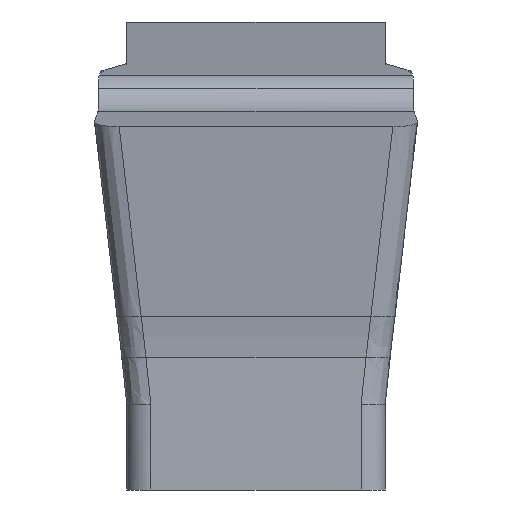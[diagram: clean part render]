
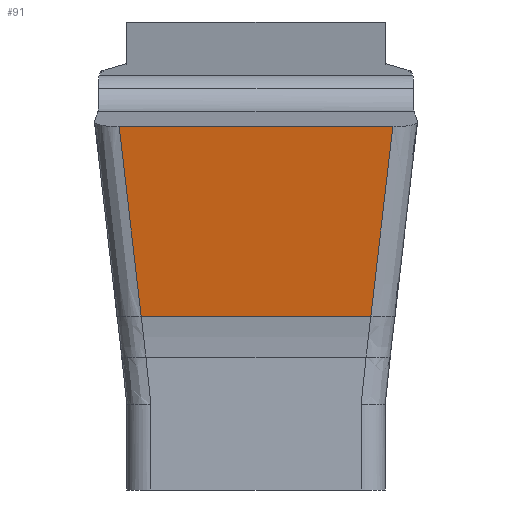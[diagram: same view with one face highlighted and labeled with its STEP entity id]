
A CAD part, front view. The second image highlights one B-rep face of the part: STEP entity #91.
In plain terms, the highlighted planar face has unit normal (0, -0.993, -0.122).
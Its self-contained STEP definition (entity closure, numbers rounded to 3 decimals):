
#91=ADVANCED_FACE('SIDE_FP_AN_SU1',(#157),#129,.T.);
#129=PLANE('',#897);
#157=FACE_OUTER_BOUND('',#203,.T.);
#203=EDGE_LOOP('',(#345,#346,#347,#348));
#345=ORIENTED_EDGE('',*,*,#640,.T.);
#346=ORIENTED_EDGE('',*,*,#645,.T.);
#347=ORIENTED_EDGE('',*,*,#642,.T.);
#348=ORIENTED_EDGE('',*,*,#646,.F.);
#541=VERTEX_POINT('',#1709);
#542=VERTEX_POINT('',#1714);
#543=VERTEX_POINT('',#1750);
#544=VERTEX_POINT('',#1751);
#640=EDGE_CURVE('',#542,#541,#844,.T.);
#642=EDGE_CURVE('',#543,#544,#846,.T.);
#645=EDGE_CURVE('',#541,#543,#717,.T.);
#646=EDGE_CURVE('',#542,#544,#718,.T.);
#717=LINE('',#1799,#769);
#718=LINE('',#1800,#770);
#769=VECTOR('',#981,1.);
#770=VECTOR('',#982,1.);
#844=B_SPLINE_CURVE_WITH_KNOTS('',3,(#1710,#1711,#1712,#1713),
 .UNSPECIFIED.,.F.,.F.,(4,4),(0.,1.),.UNSPECIFIED.);
#846=B_SPLINE_CURVE_WITH_KNOTS('',3,(#1746,#1747,#1748,#1749),
 .UNSPECIFIED.,.F.,.F.,(4,4),(0.,1.),.UNSPECIFIED.);
#897=AXIS2_PLACEMENT_3D('',#1801,#983,#984);
#981=DIRECTION('',(-1.,0.,0.));
#982=DIRECTION('',(-1.,0.,0.));
#983=DIRECTION('',(0.,-0.993,-0.122));
#984=DIRECTION('',(-1.,0.,0.));
#1709=CARTESIAN_POINT('',(1.693,-12.423,0.));
#1710=CARTESIAN_POINT('',(1.421,-12.135,-2.346));
#1711=CARTESIAN_POINT('',(1.512,-12.231,-1.564));
#1712=CARTESIAN_POINT('',(1.602,-12.327,-0.782));
#1713=CARTESIAN_POINT('',(1.693,-12.423,0.));
#1714=CARTESIAN_POINT('',(1.421,-12.135,-2.346));
#1746=CARTESIAN_POINT('',(-1.693,-12.423,0.));
#1747=CARTESIAN_POINT('',(-1.602,-12.327,-0.782));
#1748=CARTESIAN_POINT('',(-1.512,-12.231,-1.564));
#1749=CARTESIAN_POINT('',(-1.421,-12.135,-2.346));
#1750=CARTESIAN_POINT('',(-1.693,-12.423,0.));
#1751=CARTESIAN_POINT('',(-1.421,-12.135,-2.346));
#1799=CARTESIAN_POINT('',(0.,-12.423,0.));
#1800=CARTESIAN_POINT('',(0.,-12.135,-2.346));
#1801=CARTESIAN_POINT('',(0.,-12.95,4.295));
